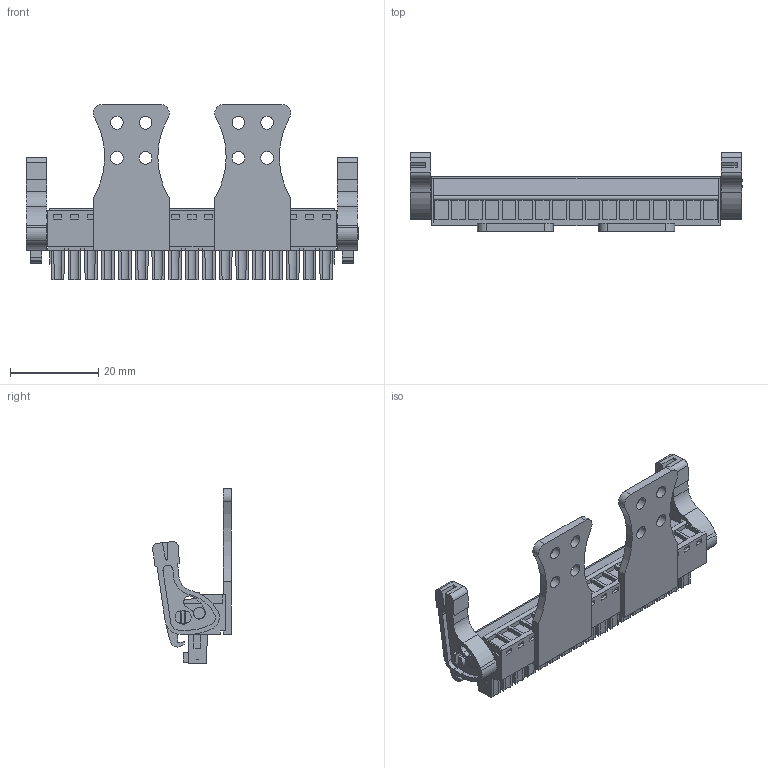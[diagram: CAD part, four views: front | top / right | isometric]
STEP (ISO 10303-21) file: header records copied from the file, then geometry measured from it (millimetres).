
FILE_DESCRIPTION(('CATIA V5R24 STEP','CAx-IF Rec.Pracs.--- Model Styling and Organization---1.2---2011-12-15'),'2;1');
FILE_NAME ('D1462191_0_2442250000_2442250000.stp','2017-10-04T13:59:24+00:00',('none'),('Weidmueller'),'CATIA Version 5-6 Release 2014 SP4 HF52','CATIA V5 STEP AP214','none');
FILE_SCHEMA(('AUTOMOTIVE_DESIGN { 1 0 10303 214 1 1 1 1 }'));
Length unit declared in the file: millimetre
Products named in the file (1): 2442250000
Bounding box: 75.36 x 17.9 x 39.75 mm (x, y, z)
Volume: 9466.1 mm3; surface area: 10193 mm2
Topology: 22 solids, 22 shells, 1054 faces, 2731 edges, 1806 vertices
Faces by surface type: plane 807, cylinder 247
Entity records: 30405 total; most frequent: ORIENTED_EDGE 5446, CARTESIAN_POINT 5393, DIRECTION 3967, EDGE_CURVE 2723, VECTOR 2105, LINE 2105, VERTEX_POINT 1804, AXIS2_PLACEMENT_3D 1215
